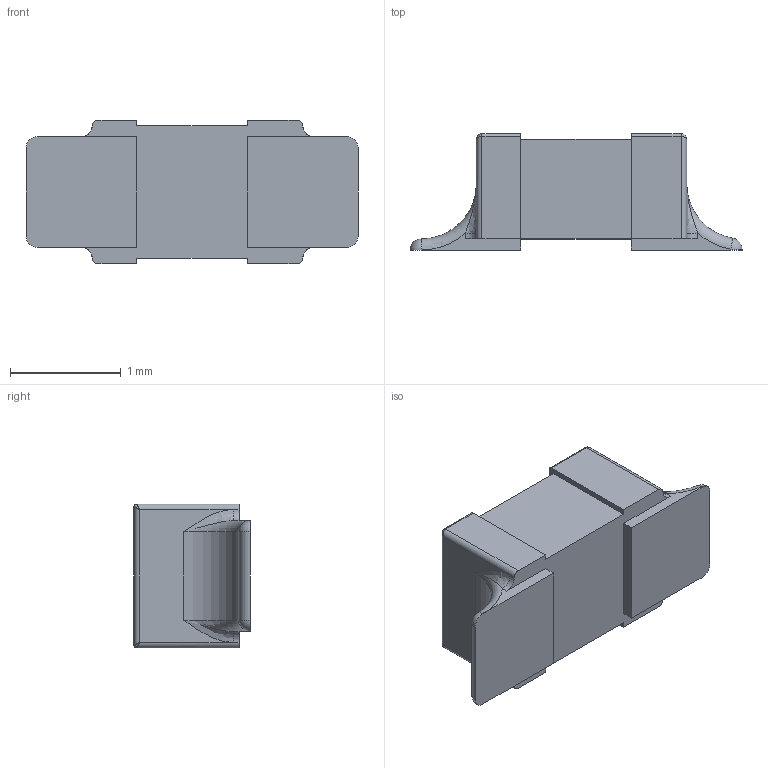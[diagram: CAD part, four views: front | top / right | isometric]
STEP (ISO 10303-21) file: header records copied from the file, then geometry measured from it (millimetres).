
FILE_DESCRIPTION (( 'STEP AP203' ), '1' );
FILE_NAME ('MH2029-300Y.step', '2019-10-07T21:31:09', ( '' ), ( '' ), 'SwSTEP 2.0', 'SolidWorks 2017', '' );
FILE_SCHEMA (( 'CONFIG_CONTROL_DESIGN' ));
Length unit declared in the file: millimetre
Products named in the file (1): MH2029-300Y
Bounding box: 3 x 1.05 x 1.3 mm (x, y, z)
Volume: 2.5 mm3; surface area: 13.4 mm2
Topology: 1 solids, 1 shells, 59 faces, 147 edges, 80 vertices
Faces by surface type: plane 23, cylinder 20, bspline 8, torus 4, sphere 4
Entity records: 1846 total; most frequent: CARTESIAN_POINT 477, ORIENTED_EDGE 274, DIRECTION 267, EDGE_CURVE 137, AXIS2_PLACEMENT_3D 94, VERTEX_POINT 80, LINE 79, VECTOR 79
